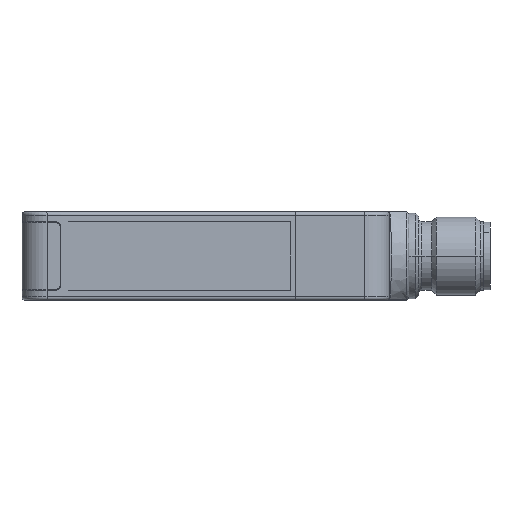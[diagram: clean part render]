
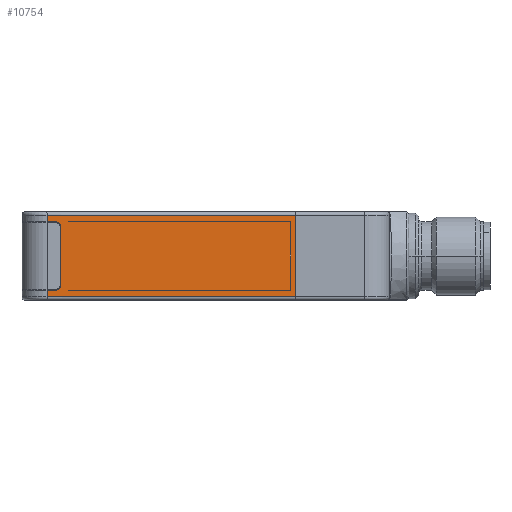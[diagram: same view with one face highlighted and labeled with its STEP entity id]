
A CAD part, left-side view. The second image highlights one B-rep face of the part: STEP entity #10754.
In plain terms, the highlighted planar face has unit normal (-1, -0.026, 0).
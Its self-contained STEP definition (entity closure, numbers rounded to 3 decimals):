
#1948=DIRECTION('',(0.026,-1.,0.));
#1949=VECTOR('',#1948,1.152);
#1950=CARTESIAN_POINT('',(-1.,12.952,-5.3));
#1951=LINE('',#1950,#1949);
#1955=DIRECTION('',(0.,0.,1.));
#1956=VECTOR('',#1955,8.6);
#1957=CARTESIAN_POINT('',(-0.944,10.8,-4.3));
#1958=LINE('',#1957,#1956);
#1962=DIRECTION('',(0.026,-1.,0.));
#1963=VECTOR('',#1962,1.152);
#1964=CARTESIAN_POINT('',(-1.,12.952,5.3));
#1965=LINE('',#1964,#1963);
#1969=DIRECTION('',(0.,0.,1.));
#1970=VECTOR('',#1969,1.);
#1971=CARTESIAN_POINT('',(-1.,12.952,5.3));
#1972=LINE('',#1971,#1970);
#1976=DIRECTION('',(0.,0.,1.));
#1977=VECTOR('',#1976,1.);
#1978=CARTESIAN_POINT('',(-1.,12.952,-6.3));
#1979=LINE('',#1978,#1977);
#1983=DIRECTION('',(0.,0.,1.));
#1984=VECTOR('',#1983,0.05);
#1985=CARTESIAN_POINT('',(-0.915,9.7,5.25));
#1986=LINE('',#1985,#1984);
#1990=DIRECTION('',(0.026,-1.,0.));
#1991=VECTOR('',#1990,34.151);
#1992=CARTESIAN_POINT('',(-0.915,9.7,5.25));
#1993=LINE('',#1992,#1991);
#1997=DIRECTION('',(0.,0.,-1.));
#1998=VECTOR('',#1997,10.5);
#1999=CARTESIAN_POINT('',(-0.021,-24.439,5.25));
#2000=LINE('',#1999,#1998);
#2004=DIRECTION('',(-0.026,1.,0.));
#2005=VECTOR('',#2004,34.151);
#2006=CARTESIAN_POINT('',(-0.021,-24.439,-5.25));
#2007=LINE('',#2006,#2005);
#2011=DIRECTION('',(0.,0.,1.));
#2012=VECTOR('',#2011,0.05);
#2013=CARTESIAN_POINT('',(-0.915,9.7,-5.3));
#2014=LINE('',#2013,#2012);
#2018=DIRECTION('',(-0.026,1.,0.));
#2019=VECTOR('',#2018,34.251);
#2020=CARTESIAN_POINT('',(-0.018,-24.539,-5.3));
#2021=LINE('',#2020,#2019);
#2025=DIRECTION('',(0.,0.,1.));
#2026=VECTOR('',#2025,10.6);
#2027=CARTESIAN_POINT('',(-0.018,-24.539,-5.3));
#2028=LINE('',#2027,#2026);
#2032=DIRECTION('',(-0.026,1.,0.));
#2033=VECTOR('',#2032,34.251);
#2034=CARTESIAN_POINT('',(-0.018,-24.539,5.3));
#2035=LINE('',#2034,#2033);
#2059=CARTESIAN_POINT('',(-0.944,10.8,-4.3));
#2060=CARTESIAN_POINT('',(-0.944,10.8,-4.383));
#2061=CARTESIAN_POINT('',(-0.944,10.82,
-4.53));
#2062=CARTESIAN_POINT('',(-0.946,10.906,
-4.778));
#2063=CARTESIAN_POINT('',(-0.951,11.079,
-5.021));
#2064=CARTESIAN_POINT('',(-0.957,11.322,
-5.194));
#2065=CARTESIAN_POINT('',(-0.964,11.57,
-5.28));
#2066=CARTESIAN_POINT('',(-0.968,11.717,-5.3));
#2067=CARTESIAN_POINT('',(-0.97,11.8,-5.3));
#2106=CARTESIAN_POINT('',(-0.97,11.8,5.3));
#2107=CARTESIAN_POINT('',(-0.968,11.717,5.3));
#2108=CARTESIAN_POINT('',(-0.964,11.57,
5.28));
#2109=CARTESIAN_POINT('',(-0.957,11.322,
5.194));
#2110=CARTESIAN_POINT('',(-0.951,11.079,
5.021));
#2111=CARTESIAN_POINT('',(-0.946,10.906,
4.778));
#2112=CARTESIAN_POINT('',(-0.944,10.82,
4.53));
#2113=CARTESIAN_POINT('',(-0.944,10.8,4.383));
#2114=CARTESIAN_POINT('',(-0.944,10.8,4.3));
#2221=DIRECTION('',(0.026,-1.,0.));
#2222=VECTOR('',#2221,38.202);
#2223=CARTESIAN_POINT('',(-1.,12.952,6.3));
#2224=LINE('',#2223,#2222);
#2515=DIRECTION('',(-0.026,1.,0.));
#2516=VECTOR('',#2515,38.202);
#2517=CARTESIAN_POINT('',(0.,-25.237,-6.3));
#2518=LINE('',#2517,#2516);
#2522=DIRECTION('',(0.,0.,1.));
#2523=VECTOR('',#2522,12.6);
#2524=CARTESIAN_POINT('',(0.,-25.237,-6.3));
#2525=LINE('',#2524,#2523);
#7764=VERTEX_POINT('',#2106);
#7765=VERTEX_POINT('',#2114);
#7766=VERTEX_POINT('',#2059);
#7767=VERTEX_POINT('',#2067);
#7788=CARTESIAN_POINT('',(0.,-25.237,6.3));
#7790=VERTEX_POINT('',#7788);
#7836=CARTESIAN_POINT('',(0.,-25.237,-6.3));
#7837=VERTEX_POINT('',#7836);
#7962=CARTESIAN_POINT('',(-1.,12.952,-6.3));
#7963=VERTEX_POINT('',#7962);
#7964=CARTESIAN_POINT('',(-1.,12.952,6.3));
#7965=VERTEX_POINT('',#7964);
#7968=CARTESIAN_POINT('',(-0.018,-24.539,5.3));
#7969=CARTESIAN_POINT('',(-0.915,9.7,5.3));
#7970=VERTEX_POINT('',#7968);
#7971=VERTEX_POINT('',#7969);
#7972=CARTESIAN_POINT('',(-0.018,-24.539,-5.3));
#7973=CARTESIAN_POINT('',(-0.915,9.7,-5.3));
#7974=VERTEX_POINT('',#7972);
#7975=VERTEX_POINT('',#7973);
#7976=CARTESIAN_POINT('',(-1.,12.952,-5.3));
#7977=VERTEX_POINT('',#7976);
#7978=CARTESIAN_POINT('',(-1.,12.952,5.3));
#7979=VERTEX_POINT('',#7978);
#8134=CARTESIAN_POINT('',(-0.021,-24.439,5.25));
#8135=CARTESIAN_POINT('',(-0.021,-24.439,-5.25));
#8136=VERTEX_POINT('',#8134);
#8137=VERTEX_POINT('',#8135);
#8138=CARTESIAN_POINT('',(-0.915,9.7,-5.25));
#8139=VERTEX_POINT('',#8138);
#8140=CARTESIAN_POINT('',(-0.915,9.7,5.25));
#8141=VERTEX_POINT('',#8140);
#10720=CARTESIAN_POINT('',(-1.,12.952,-6.8));
#10721=DIRECTION('',(-1.,-0.026,0.));
#10722=DIRECTION('',(0.026,-1.,0.));
#10723=AXIS2_PLACEMENT_3D('',#10720,#10721,#10722);
#10724=PLANE('',#10723);
#10725=ORIENTED_EDGE('',*,*,#10403,.T.);
#10727=ORIENTED_EDGE('',*,*,#10726,.F.);
#10729=ORIENTED_EDGE('',*,*,#10728,.T.);
#10731=ORIENTED_EDGE('',*,*,#10730,.F.);
#10732=ORIENTED_EDGE('',*,*,#10458,.F.);
#10734=ORIENTED_EDGE('',*,*,#10733,.T.);
#10736=ORIENTED_EDGE('',*,*,#10735,.T.);
#10738=ORIENTED_EDGE('',*,*,#10737,.F.);
#10740=ORIENTED_EDGE('',*,*,#10739,.T.);
#10741=ORIENTED_EDGE('',*,*,#10386,.T.);
#10742=EDGE_LOOP('',(#10725,#10727,#10729,#10731,#10732,#10734,#10736,#10738,
#10740,#10741));
#10743=FACE_OUTER_BOUND('',#10742,.F.);
#10744=ORIENTED_EDGE('',*,*,#10631,.F.);
#10745=ORIENTED_EDGE('',*,*,#10645,.T.);
#10746=ORIENTED_EDGE('',*,*,#10659,.T.);
#10747=ORIENTED_EDGE('',*,*,#10673,.T.);
#10748=ORIENTED_EDGE('',*,*,#10687,.F.);
#10749=ORIENTED_EDGE('',*,*,#10701,.F.);
#10750=ORIENTED_EDGE('',*,*,#10714,.T.);
#10751=ORIENTED_EDGE('',*,*,#10616,.T.);
#10752=EDGE_LOOP('',(#10744,#10745,#10746,#10747,#10748,#10749,#10750,#10751));
#10753=FACE_BOUND('',#10752,.F.);
#10754=ADVANCED_FACE('',(#10743,#10753),#10724,.T.);
#2068=B_SPLINE_CURVE_WITH_KNOTS('',3,(#2059,#2060,#2061,#2062,#2063,#2064,#2065,
#2066,#2067),.UNSPECIFIED.,.F.,.F.,(4,1,1,1,1,1,4),(0.,0.125,0.25,0.5,
0.75,0.875,1.),.UNSPECIFIED.);
#2115=B_SPLINE_CURVE_WITH_KNOTS('',3,(#2106,#2107,#2108,#2109,#2110,#2111,#2112,
#2113,#2114),.UNSPECIFIED.,.F.,.F.,(4,1,1,1,1,1,4),(0.,0.125,0.25,0.5,
0.75,0.875,1.),.UNSPECIFIED.);
#10386=EDGE_CURVE('',#7963,#7977,#1979,.T.);
#10403=EDGE_CURVE('',#7977,#7767,#1951,.T.);
#10458=EDGE_CURVE('',#7979,#7764,#1965,.T.);
#10616=EDGE_CURVE('',#7970,#7971,#2035,.T.);
#10631=EDGE_CURVE('',#8141,#7971,#1986,.T.);
#10645=EDGE_CURVE('',#8141,#8136,#1993,.T.);
#10659=EDGE_CURVE('',#8136,#8137,#2000,.T.);
#10673=EDGE_CURVE('',#8137,#8139,#2007,.T.);
#10687=EDGE_CURVE('',#7975,#8139,#2014,.T.);
#10701=EDGE_CURVE('',#7974,#7975,#2021,.T.);
#10714=EDGE_CURVE('',#7974,#7970,#2028,.T.);
#10726=EDGE_CURVE('',#7766,#7767,#2068,.T.);
#10728=EDGE_CURVE('',#7766,#7765,#1958,.T.);
#10730=EDGE_CURVE('',#7764,#7765,#2115,.T.);
#10733=EDGE_CURVE('',#7979,#7965,#1972,.T.);
#10735=EDGE_CURVE('',#7965,#7790,#2224,.T.);
#10737=EDGE_CURVE('',#7837,#7790,#2525,.T.);
#10739=EDGE_CURVE('',#7837,#7963,#2518,.T.);
